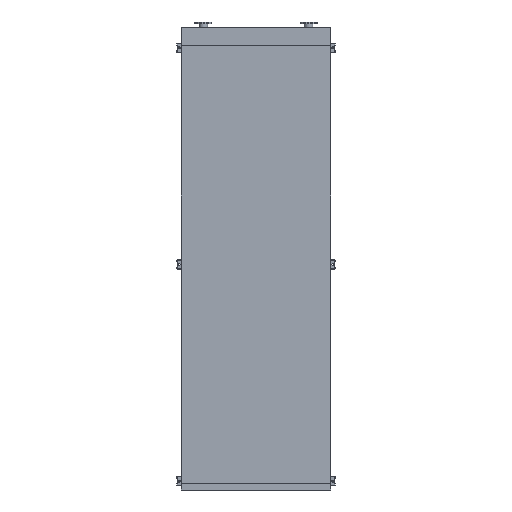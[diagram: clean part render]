
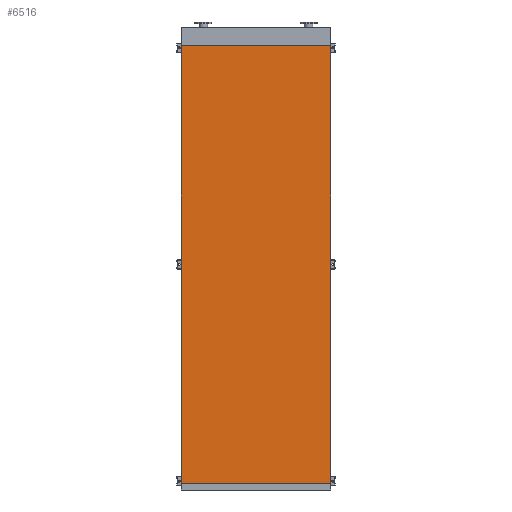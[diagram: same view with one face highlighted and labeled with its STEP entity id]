
A CAD part, front view. The second image highlights one B-rep face of the part: STEP entity #6516.
In plain terms, the highlighted planar face has unit normal (0, -1, 0).
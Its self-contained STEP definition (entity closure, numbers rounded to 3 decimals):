
#1173 = CARTESIAN_POINT ( 'NONE',  ( -965., 0., 0. ) ) ;
#1638 = EDGE_CURVE ( 'NONE', #13302, #10147, #16085, .T. ) ;
#2375 = VECTOR ( 'NONE', #9639, 1000. ) ;
#2478 = LINE ( 'NONE', #2654, #6185 ) ;
#2654 = CARTESIAN_POINT ( 'NONE',  ( 965., 0., -5650. ) ) ;
#3025 = CARTESIAN_POINT ( 'NONE',  ( -965., 0., -5650. ) ) ;
#3099 = DIRECTION ( 'NONE',  ( 0., 0., -1. ) ) ;
#4087 = EDGE_CURVE ( 'NONE', #12176, #13629, #23012, .T. ) ;
#5041 = DIRECTION ( 'NONE',  ( 1., 0., 0. ) ) ;
#6185 = VECTOR ( 'NONE', #15450, 1000. ) ;
#6516 = ADVANCED_FACE ( 'NONE', ( #9477 ), #10433, .T. ) ;
#6633 = LINE ( 'NONE', #15107, #2375 ) ;
#6951 = CARTESIAN_POINT ( 'NONE',  ( 965., 0., 0. ) ) ;
#8196 = ORIENTED_EDGE ( 'NONE', *, *, #4087, .T. ) ;
#9477 = FACE_OUTER_BOUND ( 'NONE', #18190, .T. ) ;
#9639 = DIRECTION ( 'NONE',  ( 0., 0., 1. ) ) ;
#10147 = VERTEX_POINT ( 'NONE', #6951 ) ;
#10433 = PLANE ( 'NONE',  #11425 ) ;
#10619 = EDGE_CURVE ( 'NONE', #12176, #13302, #6633, .T. ) ;
#10732 = VECTOR ( 'NONE', #5041, 1000. ) ;
#11364 = ORIENTED_EDGE ( 'NONE', *, *, #10619, .F. ) ;
#11425 = AXIS2_PLACEMENT_3D ( 'NONE', #3025, #14073, #3099 ) ;
#12176 = VERTEX_POINT ( 'NONE', #12442 ) ;
#12442 = CARTESIAN_POINT ( 'NONE',  ( -965., 0., -5650. ) ) ;
#12920 = CARTESIAN_POINT ( 'NONE',  ( -965., 0., -5650. ) ) ;
#13302 = VERTEX_POINT ( 'NONE', #19653 ) ;
#13629 = VERTEX_POINT ( 'NONE', #18685 ) ;
#14073 = DIRECTION ( 'NONE',  ( 0., -1., 0. ) ) ;
#14719 = DIRECTION ( 'NONE',  ( 1., 0., 0. ) ) ;
#15107 = CARTESIAN_POINT ( 'NONE',  ( -965., 0., -5650. ) ) ;
#15450 = DIRECTION ( 'NONE',  ( 0., 0., 1. ) ) ;
#16085 = LINE ( 'NONE', #1173, #10732 ) ;
#17778 = ORIENTED_EDGE ( 'NONE', *, *, #21665, .T. ) ;
#18190 = EDGE_LOOP ( 'NONE', ( #19652, #11364, #8196, #17778 ) ) ;
#18685 = CARTESIAN_POINT ( 'NONE',  ( 965., 0., -5650. ) ) ;
#19652 = ORIENTED_EDGE ( 'NONE', *, *, #1638, .F. ) ;
#19653 = CARTESIAN_POINT ( 'NONE',  ( -965., 0., 0. ) ) ;
#20852 = VECTOR ( 'NONE', #14719, 1000. ) ;
#21665 = EDGE_CURVE ( 'NONE', #13629, #10147, #2478, .T. ) ;
#23012 = LINE ( 'NONE', #12920, #20852 ) ;
